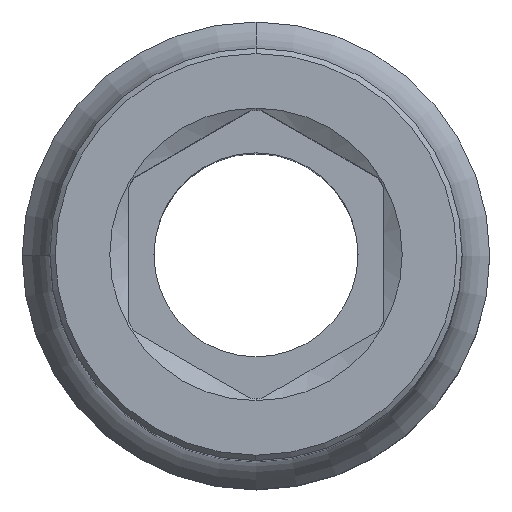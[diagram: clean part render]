
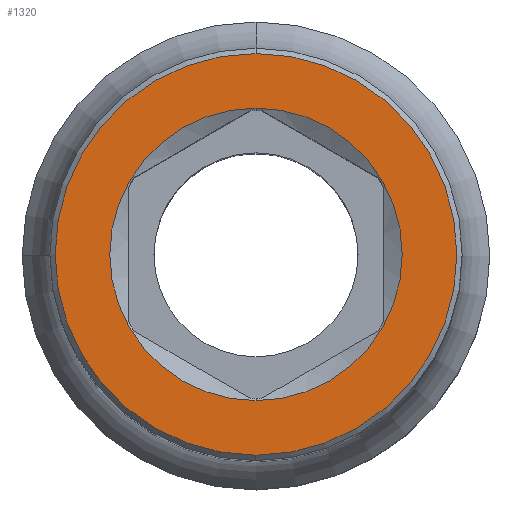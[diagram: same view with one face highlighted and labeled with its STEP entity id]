
A CAD part, top view. The second image highlights one B-rep face of the part: STEP entity #1320.
In plain terms, the highlighted planar face has unit normal (0, 0, 1).
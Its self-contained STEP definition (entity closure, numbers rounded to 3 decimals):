
#341=CARTESIAN_POINT('',(0.,0.,100.));
#342=DIRECTION('',(0.,0.,-1.));
#343=DIRECTION('',(0.,1.,0.));
#344=AXIS2_PLACEMENT_3D('',#341,#342,#343);
#346=CARTESIAN_POINT('',(0.,0.,100.));
#347=DIRECTION('',(0.,0.,-1.));
#348=DIRECTION('',(0.,-1.,0.));
#349=AXIS2_PLACEMENT_3D('',#346,#347,#348);
#351=CARTESIAN_POINT('',(0.,0.,100.));
#352=DIRECTION('',(0.,0.,1.));
#353=DIRECTION('',(0.,-1.,0.));
#354=AXIS2_PLACEMENT_3D('',#351,#352,#353);
#356=CARTESIAN_POINT('',(0.,0.,100.));
#357=DIRECTION('',(0.,0.,1.));
#358=DIRECTION('',(0.,1.,0.));
#359=AXIS2_PLACEMENT_3D('',#356,#357,#358);
#970=CARTESIAN_POINT('',(0.,13.76,100.));
#971=CARTESIAN_POINT('',(0.,-13.76,100.));
#972=VERTEX_POINT('',#970);
#973=VERTEX_POINT('',#971);
#974=CARTESIAN_POINT('',(0.,-18.9,100.));
#975=CARTESIAN_POINT('',(0.,18.9,100.));
#976=VERTEX_POINT('',#974);
#977=VERTEX_POINT('',#975);
#1304=CARTESIAN_POINT('',(0.,0.,100.));
#1305=DIRECTION('',(0.,0.,1.));
#1306=DIRECTION('',(0.,1.,0.));
#1307=AXIS2_PLACEMENT_3D('',#1304,#1305,#1306);
#1308=PLANE('',#1307);
#1309=ORIENTED_EDGE('',*,*,#1294,.F.);
#1311=ORIENTED_EDGE('',*,*,#1310,.F.);
#1312=EDGE_LOOP('',(#1309,#1311));
#1313=FACE_OUTER_BOUND('',#1312,.F.);
#1315=ORIENTED_EDGE('',*,*,#1314,.F.);
#1317=ORIENTED_EDGE('',*,*,#1316,.F.);
#1318=EDGE_LOOP('',(#1315,#1317));
#1319=FACE_BOUND('',#1318,.F.);
#1320=ADVANCED_FACE('',(#1313,#1319),#1308,.T.);
#345=CIRCLE('',#344,13.76);
#350=CIRCLE('',#349,13.76);
#355=CIRCLE('',#354,18.9);
#360=CIRCLE('',#359,18.9);
#1294=EDGE_CURVE('',#976,#977,#355,.T.);
#1310=EDGE_CURVE('',#977,#976,#360,.T.);
#1314=EDGE_CURVE('',#972,#973,#345,.T.);
#1316=EDGE_CURVE('',#973,#972,#350,.T.);
